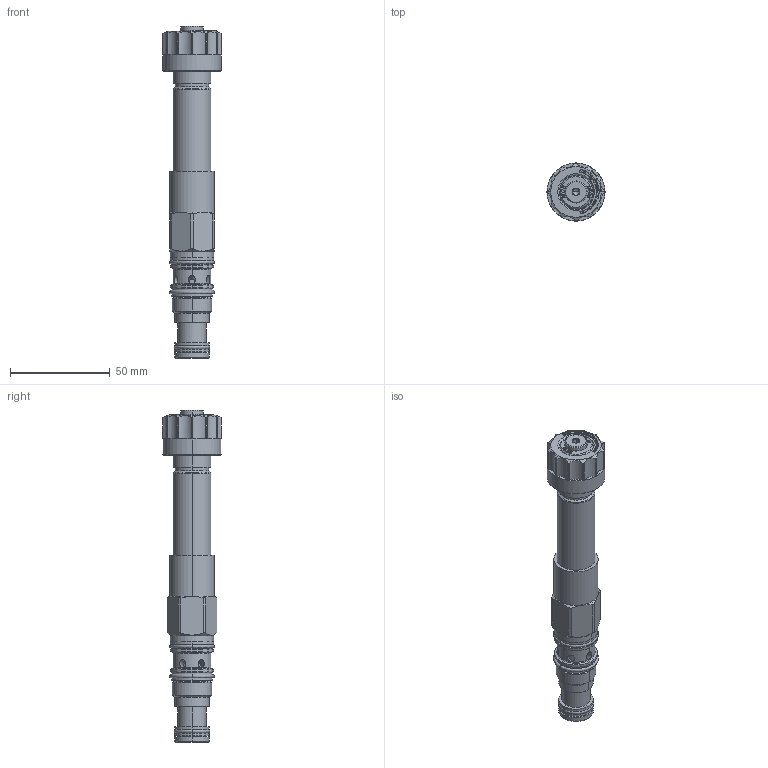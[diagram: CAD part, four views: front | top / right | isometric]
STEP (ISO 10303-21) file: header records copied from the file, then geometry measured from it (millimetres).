
FILE_DESCRIPTION((''),'2;1');
FILE_NAME('PRDN-XDN_PRT','2014-03-27T',('Administrator'),(''),'PRO/ENGINEER BY PARAMETRIC TECHNOLOGY CORPORATION, 2006240','PRO/ENGINEER BY PARAMETRIC TECHNOLOGY CORPORATION, 2006240','');
FILE_SCHEMA(('CONFIG_CONTROL_DESIGN'));
Length unit declared in the file: inch
Products named in the file (1): PRDN-XDN_PRT
Bounding box: 29.21 x 29.21 x 166.76 mm (x, y, z)
Volume: 43095.5 mm3; surface area: 25915.4 mm2
Topology: 6 solids, 8 shells, 1145 faces, 2986 edges, 1928 vertices
Faces by surface type: plane 776, cylinder 209, torus 73, cone 69, revolution 14, bspline 4
Entity records: 38245 total; most frequent: CARTESIAN_POINT 9918, ORIENTED_EDGE 5956, DIRECTION 5663, EDGE_CURVE 2978, VECTOR 2257, LINE 2257, VERTEX_POINT 1925, AXIS2_PLACEMENT_3D 1696
